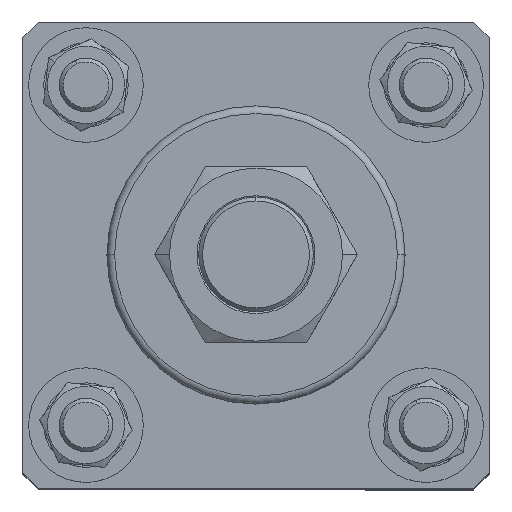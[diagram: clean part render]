
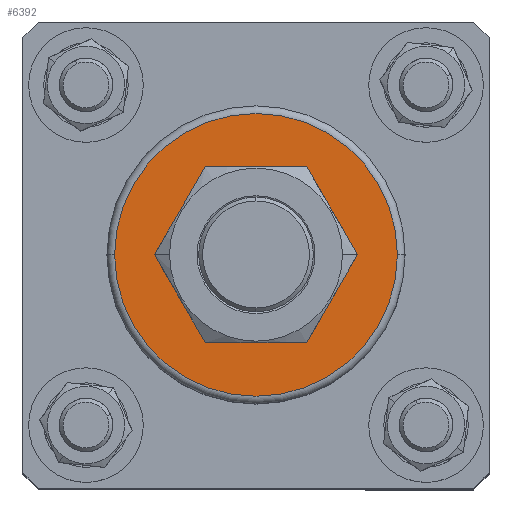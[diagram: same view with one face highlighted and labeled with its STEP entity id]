
A CAD part, top view. The second image highlights one B-rep face of the part: STEP entity #6392.
In plain terms, the highlighted planar face has unit normal (0, 0, 1).
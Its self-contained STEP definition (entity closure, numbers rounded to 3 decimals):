
#47 = EDGE_CURVE ( 'NONE', #7885, #7887, #4213, .T. ) ;
#118 = EDGE_CURVE ( 'NONE', #7961, #7957, #4123, .T. ) ;
#394 = FACE_OUTER_BOUND ( 'NONE', #4381, .T. ) ;
#397 = FACE_BOUND ( 'NONE', #4400, .T. ) ;
#528 = AXIS2_PLACEMENT_3D ( 'NONE', #5134, #5139, #5140 ) ;
#1534 = EDGE_CURVE ( 'NONE', #7887, #7885, #3918, .T. ) ;
#1594 = AXIS2_PLACEMENT_3D ( 'NONE', #6751, #6752, #6753 ) ;
#1597 = EDGE_CURVE ( 'NONE', #7957, #7961, #3876, .T. ) ;
#1890 = AXIS2_PLACEMENT_3D ( 'NONE', #4534, #4535, #4536 ) ;
#1909 = AXIS2_PLACEMENT_3D ( 'NONE', #2928, #2929, #2930 ) ;
#1932 = AXIS2_PLACEMENT_3D ( 'NONE', #3451, #3452, #3453 ) ;
#2928 = CARTESIAN_POINT ( 'NONE',  ( 0., 0., 69. ) ) ;
#2929 = DIRECTION ( 'NONE',  ( 0., 0., -1. ) ) ;
#2930 = DIRECTION ( 'NONE',  ( 1., 0., 0. ) ) ;
#3451 = CARTESIAN_POINT ( 'NONE',  ( 0., 0., 69. ) ) ;
#3452 = DIRECTION ( 'NONE',  ( 0., 0., 1. ) ) ;
#3453 = DIRECTION ( 'NONE',  ( 1., 0., 0. ) ) ;
#3876 = CIRCLE ( 'NONE', #1932, 37. ) ;
#3918 = CIRCLE ( 'NONE', #1909, 21. ) ;
#4123 = CIRCLE ( 'NONE', #1890, 37. ) ;
#4213 = CIRCLE ( 'NONE', #1594, 21. ) ;
#4381 = EDGE_LOOP ( 'NONE', ( #6195, #6210 ) ) ;
#4400 = EDGE_LOOP ( 'NONE', ( #6197, #6196 ) ) ;
#4534 = CARTESIAN_POINT ( 'NONE',  ( 0., 0., 69. ) ) ;
#4535 = DIRECTION ( 'NONE',  ( 0., 0., 1. ) ) ;
#4536 = DIRECTION ( 'NONE',  ( 1., 0., 0. ) ) ;
#5133 = PLANE ( 'NONE',  #528 ) ;
#5134 = CARTESIAN_POINT ( 'NONE',  ( 0., 0., 69. ) ) ;
#5139 = DIRECTION ( 'NONE',  ( 0., 0., 1. ) ) ;
#5140 = DIRECTION ( 'NONE',  ( 1., 0., 0. ) ) ;
#5417 = CARTESIAN_POINT ( 'NONE',  ( 21., 0., 69. ) ) ;
#5419 = CARTESIAN_POINT ( 'NONE',  ( -21., 0., 69. ) ) ;
#5488 = CARTESIAN_POINT ( 'NONE',  ( -37., 0., 69. ) ) ;
#5492 = CARTESIAN_POINT ( 'NONE',  ( 37., 0., 69. ) ) ;
#6195 = ORIENTED_EDGE ( 'NONE', *, *, #118, .T. ) ;
#6196 = ORIENTED_EDGE ( 'NONE', *, *, #1534, .T. ) ;
#6197 = ORIENTED_EDGE ( 'NONE', *, *, #47, .T. ) ;
#6210 = ORIENTED_EDGE ( 'NONE', *, *, #1597, .T. ) ;
#6392 = ADVANCED_FACE ( 'NONE', ( #397, #394 ), #5133, .T. ) ;
#6751 = CARTESIAN_POINT ( 'NONE',  ( 0., 0., 69. ) ) ;
#6752 = DIRECTION ( 'NONE',  ( 0., 0., -1. ) ) ;
#6753 = DIRECTION ( 'NONE',  ( 1., 0., 0. ) ) ;
#7885 = VERTEX_POINT ( 'NONE', #5417 ) ;
#7887 = VERTEX_POINT ( 'NONE', #5419 ) ;
#7957 = VERTEX_POINT ( 'NONE', #5488 ) ;
#7961 = VERTEX_POINT ( 'NONE', #5492 ) ;
